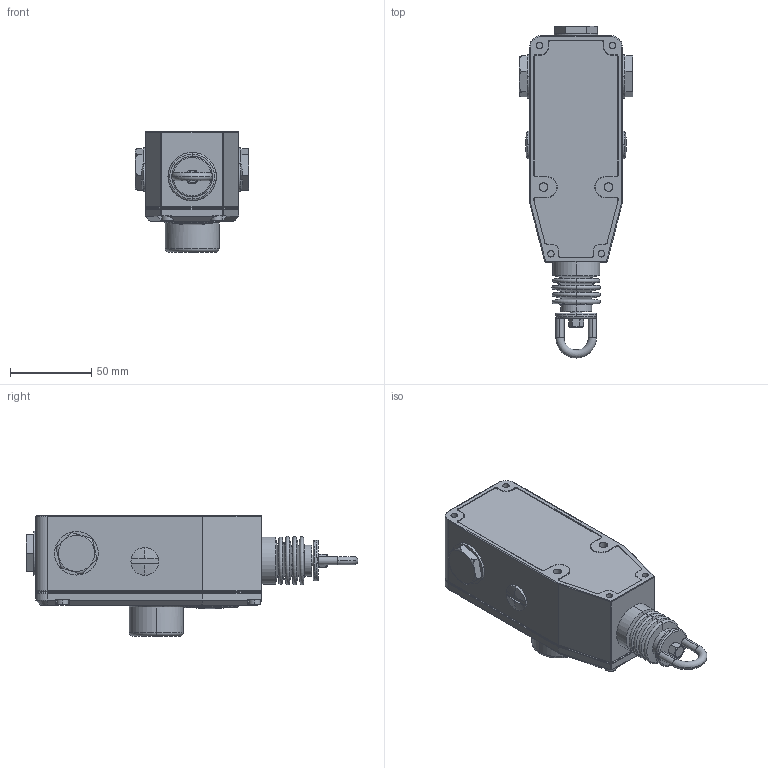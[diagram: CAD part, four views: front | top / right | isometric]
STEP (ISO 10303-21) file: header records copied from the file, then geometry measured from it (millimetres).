
FILE_DESCRIPTION (( 'STEP AP214' ), '1' );
FILE_NAME ('GLM-143053.STEP', '2014-06-19T15:12:44', ( '' ), ( '' ), 'SwSTEP 2.0', 'SolidWorks 2013', '' );
FILE_SCHEMA (( 'AUTOMOTIVE_DESIGN' ));
Length unit declared in the file: millimetre
Products named in the file (1): GLM-143053
Bounding box: 69.8 x 204 x 73.9 mm (x, y, z)
Volume: 455129 mm3; surface area: 49812.8 mm2
Topology: 1 solids, 1 shells, 424 faces, 1007 edges, 609 vertices
Faces by surface type: cylinder 146, plane 127, torus 69, cone 29, bspline 29, sphere 24
Entity records: 17485 total; most frequent: CARTESIAN_POINT 4134, DIRECTION 2134, ORIENTED_EDGE 2006, EDGE_CURVE 1003, AXIS2_PLACEMENT_3D 852, VERTEX_POINT 609, CIRCLE 456, EDGE_LOOP 454
